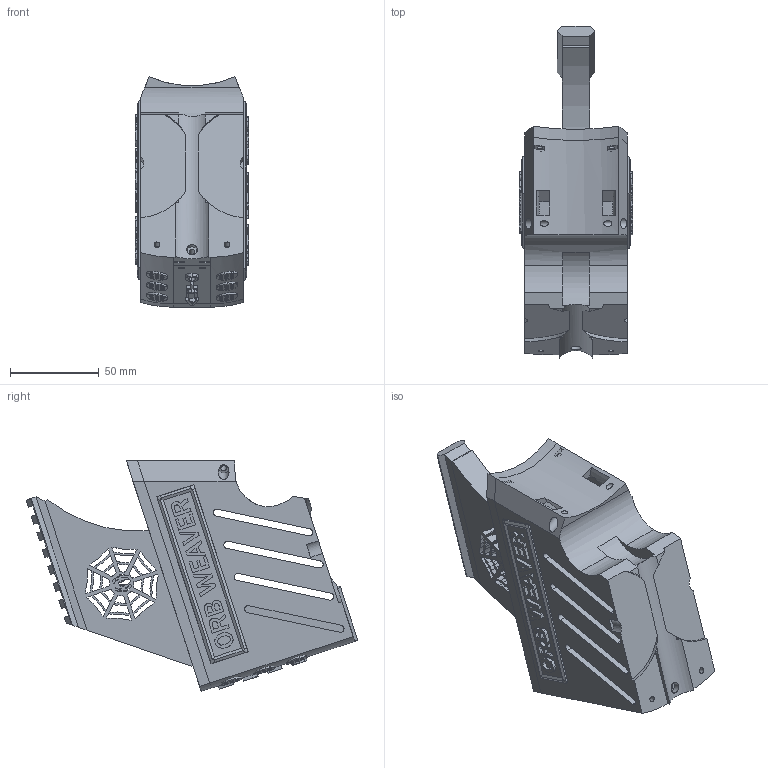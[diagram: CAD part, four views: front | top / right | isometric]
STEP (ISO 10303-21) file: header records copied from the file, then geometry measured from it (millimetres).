
FILE_DESCRIPTION(/* description */ (''),/* implementation_level */ '2;1');
FILE_NAME(/* name */ 'FWC Cover and Hop Up.step',/* time_stamp */ '2021-02-23T19:30:27-06:00',/* author */ (''),/* organization */ (''),/* preprocessor_version */ 'ST-DEVELOPER v18.1',/* originating_system */ 'Autodesk Translation Framework v9.7.1.1290',/* authorisation */ '');
FILE_SCHEMA (('AUTOMOTIVE_DESIGN { 1 0 10303 214 3 1 1 }'));
Length unit declared in the file: millimetre
Products named in the file (3): FWC Cover and Hop Up; Picatinny Rail; Picatinny rail design
Assembly tree (2 placements, depth 3):
  FWC Cover and Hop Up
    Picatinny Rail
      Picatinny rail design
Bounding box: 64 x 187.09 x 129.93 mm (x, y, z)
Volume: 444465.2 mm3; surface area: 145714 mm2
Topology: 7 solids, 7 shells, 1192 faces, 3108 edges, 2061 vertices
Faces by surface type: plane 572, bspline 475, cylinder 145
Full cylindrical faces by diameter (mm): 3.2 x28, 6 x11
Entity records: 42372 total; most frequent: CARTESIAN_POINT 16745, ORIENTED_EDGE 6216, DIRECTION 3801, EDGE_CURVE 3108, VERTEX_POINT 2061, LINE 1935, VECTOR 1935, EDGE_LOOP 1433
